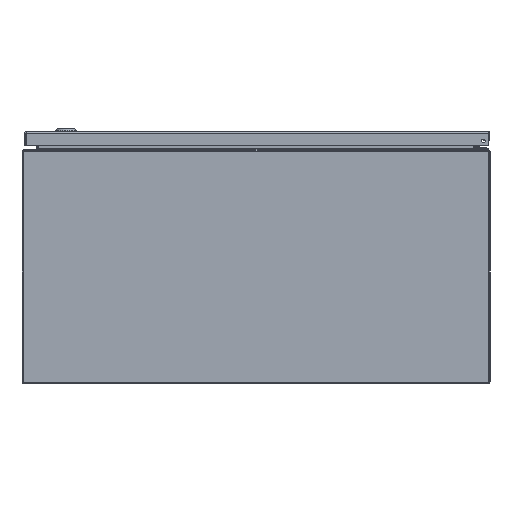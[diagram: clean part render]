
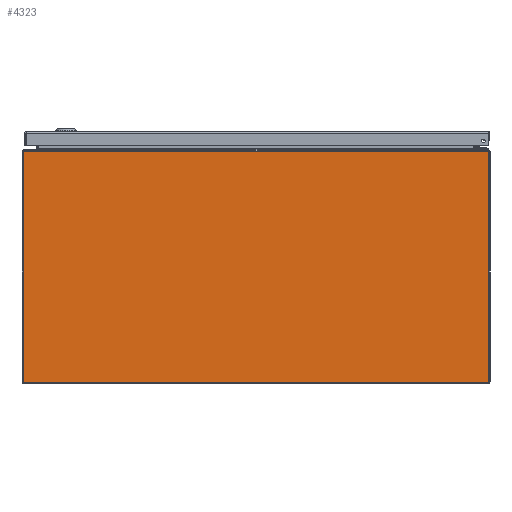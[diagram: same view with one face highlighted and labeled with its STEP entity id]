
A CAD part, left-side view. The second image highlights one B-rep face of the part: STEP entity #4323.
In plain terms, the highlighted face is planar.
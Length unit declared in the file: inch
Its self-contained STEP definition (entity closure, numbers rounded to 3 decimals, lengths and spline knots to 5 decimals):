
#3331=CARTESIAN_POINT('',(0.,23.852,0.0));
#3332=VERTEX_POINT('',#3331);
#3339=CARTESIAN_POINT('',(0.,0.0,0.0));
#3340=VERTEX_POINT('',#3339);
#3341=CARTESIAN_POINT('',(0.,23.852,0.0));
#3342=DIRECTION('',(0.0,-1.0,0.0));
#3343=VECTOR('',#3342,23.852);
#3344=LINE('',#3341,#3343);
#3345=EDGE_CURVE('',#3332,#3340,#3344,.T.);
#3370=CARTESIAN_POINT('',(11.82075,23.852,0.));
#3371=VERTEX_POINT('',#3370);
#3378=CARTESIAN_POINT('',(11.82075,23.852,0.0));
#3379=DIRECTION('',(-1.0,0.0,0.0));
#3380=VECTOR('',#3379,11.82075);
#3381=LINE('',#3378,#3380);
#3382=EDGE_CURVE('',#3371,#3332,#3381,.T.);
#4099=CARTESIAN_POINT('',(11.82075,0.0,0.));
#4100=VERTEX_POINT('',#4099);
#4124=CARTESIAN_POINT('',(11.82075,23.852,0.0));
#4125=DIRECTION('',(0.0,-1.0,0.0));
#4126=VECTOR('',#4125,23.852);
#4127=LINE('',#4124,#4126);
#4128=EDGE_CURVE('',#3371,#4100,#4127,.T.);
#4307=CARTESIAN_POINT('',(5.926,11.926,0.0));
#4308=DIRECTION('',(0.0,0.0,1.0));
#4309=DIRECTION('',(0.0,-1.0,0.0));
#4310=AXIS2_PLACEMENT_3D('',#4307,#4308,#4309);
#4311=PLANE('',#4310);
#4312=ORIENTED_EDGE('',*,*,#4128,.T.);
#4313=CARTESIAN_POINT('',(0.,0.0,0.0));
#4314=DIRECTION('',(1.0,0.0,0.0));
#4315=VECTOR('',#4314,11.82075);
#4316=LINE('',#4313,#4315);
#4317=EDGE_CURVE('',#3340,#4100,#4316,.T.);
#4318=ORIENTED_EDGE('',*,*,#4317,.F.);
#4319=ORIENTED_EDGE('',*,*,#3345,.F.);
#4320=ORIENTED_EDGE('',*,*,#3382,.F.);
#4321=EDGE_LOOP('',(#4312,#4318,#4319,#4320));
#4322=FACE_OUTER_BOUND('',#4321,.T.);
#4323=ADVANCED_FACE('',(#4322),#4311,.F.);
